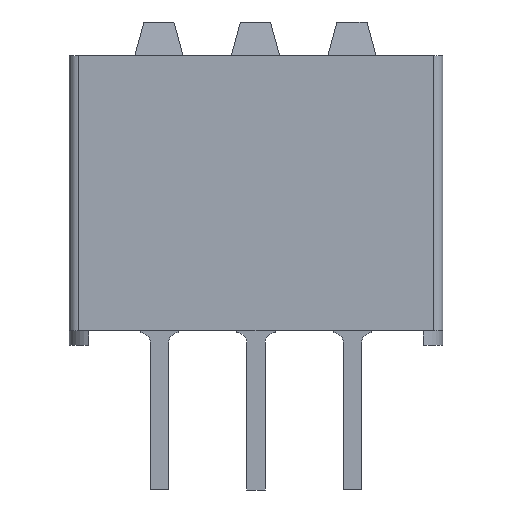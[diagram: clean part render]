
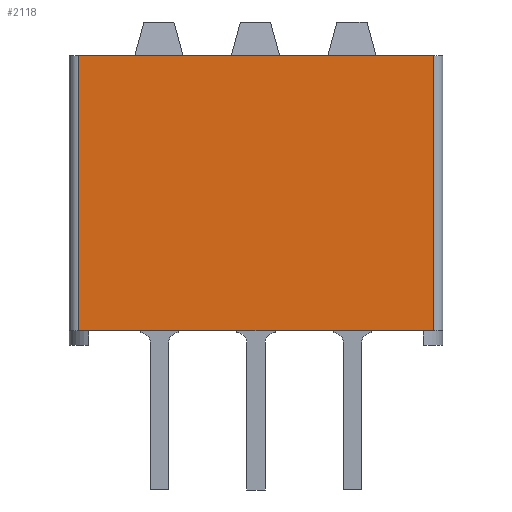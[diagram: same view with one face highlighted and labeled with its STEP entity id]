
A CAD part, front view. The second image highlights one B-rep face of the part: STEP entity #2118.
In plain terms, the highlighted planar face has unit normal (0, -1, 0).
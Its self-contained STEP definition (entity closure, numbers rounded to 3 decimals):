
#384 = CARTESIAN_POINT ( 'NONE',  ( 9.58, -9.652, -7.239 ) ) ;
#783 = VERTEX_POINT ( 'NONE', #4454 ) ;
#1449 = CARTESIAN_POINT ( 'NONE',  ( 0.25, -9.652, -7.239 ) ) ;
#1681 = DIRECTION ( 'NONE',  ( 1., 0., 0. ) ) ;
#2118 = ADVANCED_FACE ( 'NONE', ( #13923 ), #12031, .T. ) ;
#2619 = EDGE_LOOP ( 'NONE', ( #9354, #18815, #9059, #6197 ) ) ;
#2788 = VERTEX_POINT ( 'NONE', #3840 ) ;
#2965 = LINE ( 'NONE', #20498, #15941 ) ;
#3840 = CARTESIAN_POINT ( 'NONE',  ( 0.25, -9.652, -7.239 ) ) ;
#4074 = CARTESIAN_POINT ( 'NONE',  ( 0.25, -9.652, -7.239 ) ) ;
#4454 = CARTESIAN_POINT ( 'NONE',  ( 0.25, -9.652, 0. ) ) ;
#5211 = LINE ( 'NONE', #17652, #17731 ) ;
#5541 = DIRECTION ( 'NONE',  ( 1., 0., 0. ) ) ;
#5919 = LINE ( 'NONE', #6027, #9461 ) ;
#6027 = CARTESIAN_POINT ( 'NONE',  ( 9.58, -9.652, -7.239 ) ) ;
#6197 = ORIENTED_EDGE ( 'NONE', *, *, #8028, .T. ) ;
#6608 = AXIS2_PLACEMENT_3D ( 'NONE', #4074, #10781, #5541 ) ;
#8028 = EDGE_CURVE ( 'NONE', #10562, #9195, #5919, .T. ) ;
#9059 = ORIENTED_EDGE ( 'NONE', *, *, #17954, .T. ) ;
#9068 = DIRECTION ( 'NONE',  ( 0., 0., 1. ) ) ;
#9195 = VERTEX_POINT ( 'NONE', #10050 ) ;
#9354 = ORIENTED_EDGE ( 'NONE', *, *, #10200, .F. ) ;
#9461 = VECTOR ( 'NONE', #9068, 1000. ) ;
#10050 = CARTESIAN_POINT ( 'NONE',  ( 9.58, -9.652, 0. ) ) ;
#10200 = EDGE_CURVE ( 'NONE', #783, #9195, #5211, .T. ) ;
#10562 = VERTEX_POINT ( 'NONE', #384 ) ;
#10781 = DIRECTION ( 'NONE',  ( 0., -1., 0. ) ) ;
#12031 = PLANE ( 'NONE',  #6608 ) ;
#12130 = EDGE_CURVE ( 'NONE', #2788, #783, #15788, .T. ) ;
#12267 = VECTOR ( 'NONE', #19000, 1000. ) ;
#13923 = FACE_OUTER_BOUND ( 'NONE', #2619, .T. ) ;
#15788 = LINE ( 'NONE', #1449, #12267 ) ;
#15941 = VECTOR ( 'NONE', #16859, 1000. ) ;
#16859 = DIRECTION ( 'NONE',  ( 1., 0., 0. ) ) ;
#17652 = CARTESIAN_POINT ( 'NONE',  ( 0.25, -9.652, 0. ) ) ;
#17731 = VECTOR ( 'NONE', #1681, 1000. ) ;
#17954 = EDGE_CURVE ( 'NONE', #2788, #10562, #2965, .T. ) ;
#18815 = ORIENTED_EDGE ( 'NONE', *, *, #12130, .F. ) ;
#19000 = DIRECTION ( 'NONE',  ( 0., 0., 1. ) ) ;
#20498 = CARTESIAN_POINT ( 'NONE',  ( 0.25, -9.652, -7.239 ) ) ;
